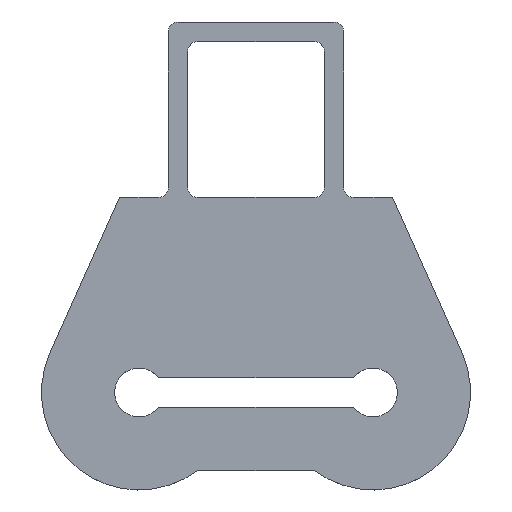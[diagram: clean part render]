
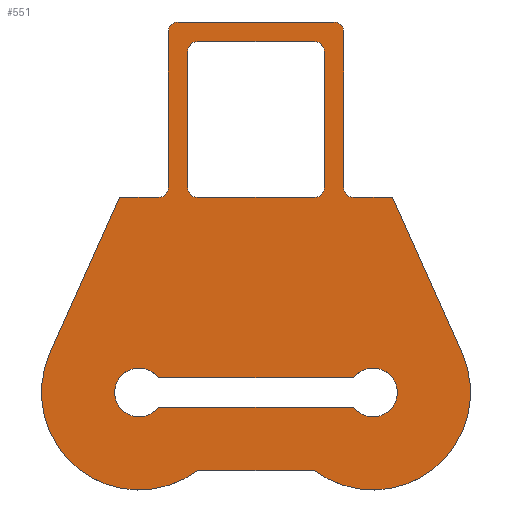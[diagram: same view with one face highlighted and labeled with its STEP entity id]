
A CAD part, top view. The second image highlights one B-rep face of the part: STEP entity #551.
In plain terms, the highlighted planar face has unit normal (0, 0, 1).
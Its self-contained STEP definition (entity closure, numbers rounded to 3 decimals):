
#15=FACE_BOUND('',#110,.T.);
#16=FACE_BOUND('',#111,.T.);
#20=CIRCLE('',#571,1.25);
#22=CIRCLE('',#574,5.);
#23=CIRCLE('',#577,5.);
#26=CIRCLE('',#581,0.5);
#28=CIRCLE('',#585,0.5);
#30=CIRCLE('',#589,0.5);
#32=CIRCLE('',#593,0.5);
#34=CIRCLE('',#598,0.5);
#36=CIRCLE('',#605,0.5);
#38=CIRCLE('',#609,0.5);
#40=CIRCLE('',#613,0.5);
#42=CIRCLE('',#616,1.25);
#81=FACE_OUTER_BOUND('',#109,.T.);
#109=EDGE_LOOP('',(#457,#458,#459,#460,#461,#462,#463,#464,#465,#466,#467,
#468,#469,#470));
#110=EDGE_LOOP('',(#471,#472,#473,#474,#475,#476,#477,#478));
#111=EDGE_LOOP('',(#479,#480,#481,#482));
#117=LINE('',#787,#171);
#121=LINE('',#796,#175);
#126=LINE('',#814,#180);
#132=LINE('',#835,#186);
#136=LINE('',#847,#190);
#140=LINE('',#859,#194);
#144=LINE('',#869,#198);
#147=LINE('',#877,#201);
#151=LINE('',#889,#205);
#154=LINE('',#893,#208);
#156=LINE('',#898,#210);
#159=LINE('',#904,#213);
#163=LINE('',#916,#217);
#167=LINE('',#928,#221);
#171=VECTOR('',#625,10.);
#175=VECTOR('',#631,10.);
#180=VECTOR('',#650,10.);
#186=VECTOR('',#670,10.);
#190=VECTOR('',#682,10.);
#194=VECTOR('',#694,10.);
#198=VECTOR('',#706,10.);
#201=VECTOR('',#711,10.);
#205=VECTOR('',#723,10.);
#208=VECTOR('',#728,10.);
#210=VECTOR('',#732,10.);
#213=VECTOR('',#737,10.);
#217=VECTOR('',#749,10.);
#221=VECTOR('',#761,10.);
#225=VERTEX_POINT('',#784);
#226=VERTEX_POINT('',#786);
#229=VERTEX_POINT('',#793);
#230=VERTEX_POINT('',#795);
#233=VERTEX_POINT('',#805);
#234=VERTEX_POINT('',#807);
#236=VERTEX_POINT('',#813);
#237=VERTEX_POINT('',#817);
#241=VERTEX_POINT('',#826);
#242=VERTEX_POINT('',#828);
#244=VERTEX_POINT('',#834);
#246=VERTEX_POINT('',#840);
#248=VERTEX_POINT('',#846);
#250=VERTEX_POINT('',#852);
#252=VERTEX_POINT('',#858);
#254=VERTEX_POINT('',#864);
#257=VERTEX_POINT('',#874);
#258=VERTEX_POINT('',#876);
#260=VERTEX_POINT('',#882);
#262=VERTEX_POINT('',#888);
#264=VERTEX_POINT('',#897);
#266=VERTEX_POINT('',#903);
#268=VERTEX_POINT('',#909);
#270=VERTEX_POINT('',#915);
#272=VERTEX_POINT('',#921);
#274=VERTEX_POINT('',#927);
#277=EDGE_CURVE('',#226,#225,#117,.T.);
#281=EDGE_CURVE('',#230,#229,#121,.T.);
#284=EDGE_CURVE('',#225,#230,#20,.T.);
#287=EDGE_CURVE('',#234,#233,#22,.T.);
#290=EDGE_CURVE('',#236,#234,#126,.T.);
#292=EDGE_CURVE('',#237,#236,#23,.T.);
#297=EDGE_CURVE('',#242,#241,#26,.T.);
#300=EDGE_CURVE('',#244,#242,#132,.T.);
#303=EDGE_CURVE('',#246,#244,#28,.T.);
#306=EDGE_CURVE('',#248,#246,#136,.T.);
#309=EDGE_CURVE('',#250,#248,#30,.T.);
#312=EDGE_CURVE('',#252,#250,#140,.T.);
#315=EDGE_CURVE('',#254,#252,#32,.T.);
#318=EDGE_CURVE('',#241,#254,#144,.T.);
#321=EDGE_CURVE('',#258,#257,#147,.T.);
#324=EDGE_CURVE('',#260,#258,#34,.T.);
#327=EDGE_CURVE('',#262,#260,#151,.T.);
#330=EDGE_CURVE('',#233,#262,#154,.T.);
#332=EDGE_CURVE('',#264,#237,#156,.T.);
#335=EDGE_CURVE('',#266,#264,#159,.T.);
#338=EDGE_CURVE('',#268,#266,#36,.T.);
#341=EDGE_CURVE('',#270,#268,#163,.T.);
#344=EDGE_CURVE('',#272,#270,#38,.T.);
#347=EDGE_CURVE('',#274,#272,#167,.T.);
#350=EDGE_CURVE('',#257,#274,#40,.T.);
#352=EDGE_CURVE('',#229,#226,#42,.T.);
#457=ORIENTED_EDGE('',*,*,#330,.T.);
#458=ORIENTED_EDGE('',*,*,#327,.T.);
#459=ORIENTED_EDGE('',*,*,#324,.T.);
#460=ORIENTED_EDGE('',*,*,#321,.T.);
#461=ORIENTED_EDGE('',*,*,#350,.T.);
#462=ORIENTED_EDGE('',*,*,#347,.T.);
#463=ORIENTED_EDGE('',*,*,#344,.T.);
#464=ORIENTED_EDGE('',*,*,#341,.T.);
#465=ORIENTED_EDGE('',*,*,#338,.T.);
#466=ORIENTED_EDGE('',*,*,#335,.T.);
#467=ORIENTED_EDGE('',*,*,#332,.T.);
#468=ORIENTED_EDGE('',*,*,#292,.T.);
#469=ORIENTED_EDGE('',*,*,#290,.T.);
#470=ORIENTED_EDGE('',*,*,#287,.T.);
#471=ORIENTED_EDGE('',*,*,#318,.T.);
#472=ORIENTED_EDGE('',*,*,#315,.T.);
#473=ORIENTED_EDGE('',*,*,#312,.T.);
#474=ORIENTED_EDGE('',*,*,#309,.T.);
#475=ORIENTED_EDGE('',*,*,#306,.T.);
#476=ORIENTED_EDGE('',*,*,#303,.T.);
#477=ORIENTED_EDGE('',*,*,#300,.T.);
#478=ORIENTED_EDGE('',*,*,#297,.T.);
#479=ORIENTED_EDGE('',*,*,#277,.T.);
#480=ORIENTED_EDGE('',*,*,#284,.T.);
#481=ORIENTED_EDGE('',*,*,#281,.T.);
#482=ORIENTED_EDGE('',*,*,#352,.T.);
#523=PLANE('',#617);
#551=ADVANCED_FACE('',(#81,#15,#16),#523,.T.);
#571=AXIS2_PLACEMENT_3D('',#800,#637,#638);
#574=AXIS2_PLACEMENT_3D('',#808,#644,#645);
#577=AXIS2_PLACEMENT_3D('',#818,#654,#655);
#581=AXIS2_PLACEMENT_3D('',#829,#664,#665);
#585=AXIS2_PLACEMENT_3D('',#841,#676,#677);
#589=AXIS2_PLACEMENT_3D('',#853,#688,#689);
#593=AXIS2_PLACEMENT_3D('',#865,#700,#701);
#598=AXIS2_PLACEMENT_3D('',#883,#717,#718);
#605=AXIS2_PLACEMENT_3D('',#910,#743,#744);
#609=AXIS2_PLACEMENT_3D('',#922,#755,#756);
#613=AXIS2_PLACEMENT_3D('',#932,#767,#768);
#616=AXIS2_PLACEMENT_3D('',#935,#773,#774);
#617=AXIS2_PLACEMENT_3D('',#936,#775,#776);
#625=DIRECTION('',(1.,0.,0.));
#631=DIRECTION('',(-1.,0.,0.));
#637=DIRECTION('center_axis',(0.,0.,
-1.));
#638=DIRECTION('ref_axis',(-1.,0.,0.));
#644=DIRECTION('center_axis',(0.,0.,
1.));
#645=DIRECTION('ref_axis',(-1.,0.,0.));
#650=DIRECTION('',(1.,0.,0.));
#654=DIRECTION('center_axis',(0.,0.,
1.));
#655=DIRECTION('ref_axis',(-1.,0.,0.));
#664=DIRECTION('center_axis',(0.,0.,
-1.));
#665=DIRECTION('ref_axis',(1.,0.,0.));
#670=DIRECTION('',(1.,0.,0.));
#676=DIRECTION('center_axis',(0.,0.,
-1.));
#677=DIRECTION('ref_axis',(0.,1.,0.));
#682=DIRECTION('',(0.,1.,0.));
#688=DIRECTION('center_axis',(0.,0.,
-1.));
#689=DIRECTION('ref_axis',(-1.,0.,0.));
#694=DIRECTION('',(-1.,0.,0.));
#700=DIRECTION('center_axis',(0.,0.,
-1.));
#701=DIRECTION('ref_axis',(0.,-1.,0.));
#706=DIRECTION('',(0.,-1.,0.));
#711=DIRECTION('',(0.,1.,0.));
#717=DIRECTION('center_axis',(0.,0.,
-1.));
#718=DIRECTION('ref_axis',(-1.,0.,0.));
#723=DIRECTION('',(-1.,0.,0.));
#728=DIRECTION('',(-0.409,0.913,0.));
#732=DIRECTION('',(-0.409,-0.913,0.));
#737=DIRECTION('',(-1.,0.,0.));
#743=DIRECTION('center_axis',(0.,0.,
-1.));
#744=DIRECTION('ref_axis',(0.,-1.,0.));
#749=DIRECTION('',(0.,-1.,0.));
#755=DIRECTION('center_axis',(0.,0.,
1.));
#756=DIRECTION('ref_axis',(0.,1.,0.));
#761=DIRECTION('',(-1.,0.,0.));
#767=DIRECTION('center_axis',(0.,0.,
1.));
#768=DIRECTION('ref_axis',(1.,0.,0.));
#773=DIRECTION('center_axis',(0.,0.,
-1.));
#774=DIRECTION('ref_axis',(-1.,0.,0.));
#775=DIRECTION('center_axis',(0.,0.,
1.));
#776=DIRECTION('ref_axis',(-1.,0.,0.));
#784=CARTESIAN_POINT('',(5.,-9.25,90.));
#786=CARTESIAN_POINT('',(-5.,-9.25,90.));
#787=CARTESIAN_POINT('',(-5.,-9.25,90.));
#793=CARTESIAN_POINT('',(-5.,-10.75,90.));
#795=CARTESIAN_POINT('',(5.,-10.75,90.));
#796=CARTESIAN_POINT('',(-5.,-10.75,90.));
#800=CARTESIAN_POINT('Origin',(6.,-10.,90.));
#805=CARTESIAN_POINT('',(10.563,-7.956,90.));
#807=CARTESIAN_POINT('',(3.,-14.,90.));
#808=CARTESIAN_POINT('Origin',(6.,-10.,90.));
#813=CARTESIAN_POINT('',(-3.,-14.,90.));
#814=CARTESIAN_POINT('',(-3.,-14.,90.));
#817=CARTESIAN_POINT('',(-10.563,-7.956,90.));
#818=CARTESIAN_POINT('Origin',(-6.,-10.,90.));
#826=CARTESIAN_POINT('',(3.5,7.5,90.));
#828=CARTESIAN_POINT('',(3.,8.,90.));
#829=CARTESIAN_POINT('Origin',(3.,7.5,90.));
#834=CARTESIAN_POINT('',(-3.,8.,90.));
#835=CARTESIAN_POINT('',(3.,8.,90.));
#840=CARTESIAN_POINT('',(-3.5,7.5,90.));
#841=CARTESIAN_POINT('Origin',(-3.,7.5,90.));
#846=CARTESIAN_POINT('',(-3.5,0.5,90.));
#847=CARTESIAN_POINT('',(-3.5,7.5,90.));
#852=CARTESIAN_POINT('',(-3.,0.,90.));
#853=CARTESIAN_POINT('Origin',(-3.,0.5,90.));
#858=CARTESIAN_POINT('',(3.,0.,90.));
#859=CARTESIAN_POINT('',(3.,0.,90.));
#864=CARTESIAN_POINT('',(3.5,0.5,90.));
#865=CARTESIAN_POINT('Origin',(3.,0.5,90.));
#869=CARTESIAN_POINT('',(3.5,2.826,90.));
#874=CARTESIAN_POINT('',(4.5,8.5,90.));
#876=CARTESIAN_POINT('',(4.5,0.5,90.));
#877=CARTESIAN_POINT('',(4.5,8.5,90.));
#882=CARTESIAN_POINT('',(5.,0.,90.));
#883=CARTESIAN_POINT('Origin',(5.,0.5,90.));
#888=CARTESIAN_POINT('',(7.,0.,90.));
#889=CARTESIAN_POINT('',(5.,0.,90.));
#893=CARTESIAN_POINT('',(7.,0.,90.));
#897=CARTESIAN_POINT('',(-7.,0.,90.));
#898=CARTESIAN_POINT('',(-7.,0.,90.));
#903=CARTESIAN_POINT('',(-5.,0.,90.));
#904=CARTESIAN_POINT('',(-5.,0.,90.));
#909=CARTESIAN_POINT('',(-4.5,0.5,90.));
#910=CARTESIAN_POINT('Origin',(-5.,0.5,90.));
#915=CARTESIAN_POINT('',(-4.5,8.5,90.));
#916=CARTESIAN_POINT('',(-4.5,0.5,90.));
#921=CARTESIAN_POINT('',(-4.,9.,90.));
#922=CARTESIAN_POINT('Origin',(-4.,8.5,90.));
#927=CARTESIAN_POINT('',(4.,9.,90.));
#928=CARTESIAN_POINT('',(-4.,9.,90.));
#932=CARTESIAN_POINT('Origin',(4.,8.5,90.));
#935=CARTESIAN_POINT('Origin',(-6.,-10.,90.));
#936=CARTESIAN_POINT('Origin',(-6.079,-10.,90.));
